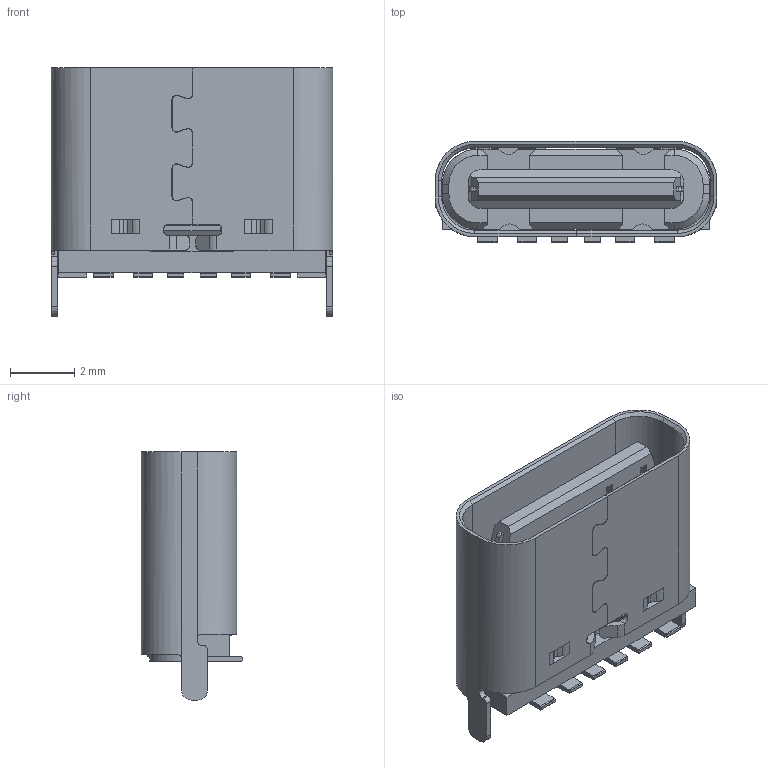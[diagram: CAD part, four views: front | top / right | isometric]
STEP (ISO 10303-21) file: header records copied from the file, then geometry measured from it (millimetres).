
FILE_DESCRIPTION (( 'STEP AP214' ), '1' );
FILE_NAME ('Same_Sky_UJC-V-G-SMT-P6-TR.step', '2024-11-13T20:08:40', ( '' ), ( '' ), 'SwSTEP 2.0', 'SolidWorks 2024', '' );
FILE_SCHEMA (( 'AUTOMOTIVE_DESIGN' ));
Length unit declared in the file: inch
Products named in the file (1): Same_Sky_UJC-V-G-SMT-P6-TR
Bounding box: 8.74 x 3.14 x 7.7 mm (x, y, z)
Volume: 77.2 mm3; surface area: 427.4 mm2
Topology: 1 solids, 1 shells, 723 faces, 2005 edges, 1300 vertices
Faces by surface type: plane 586, cylinder 113, cone 18, bspline 6
Entity records: 23000 total; most frequent: CARTESIAN_POINT 4346, ORIENTED_EDGE 4010, DIRECTION 3659, EDGE_CURVE 2005, VECTOR 1727, LINE 1727, VERTEX_POINT 1300, AXIS2_PLACEMENT_3D 966
